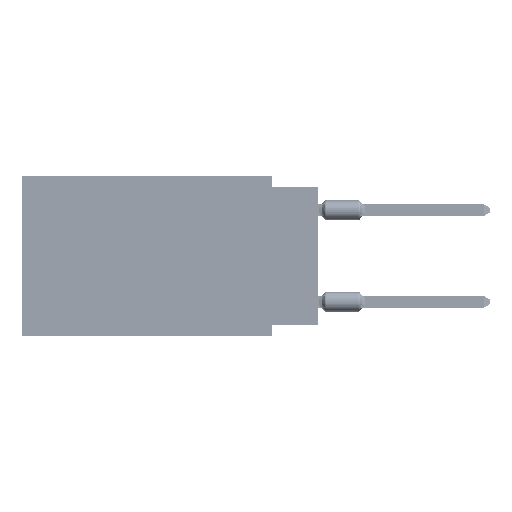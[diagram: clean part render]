
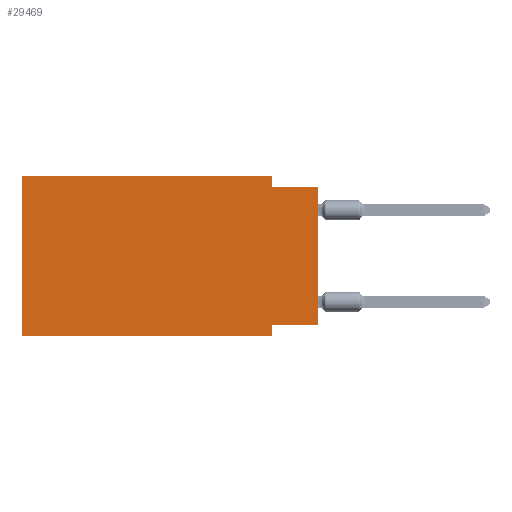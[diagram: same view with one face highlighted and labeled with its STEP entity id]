
A CAD part, left-side view. The second image highlights one B-rep face of the part: STEP entity #29469.
In plain terms, the highlighted planar face has unit normal (-1, 0, 0).
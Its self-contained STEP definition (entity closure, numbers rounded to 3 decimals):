
#306 = FACE_OUTER_BOUND ( 'NONE', #37515, .T. ) ;
#2113 = VERTEX_POINT ( 'NONE', #15807 ) ;
#2206 = AXIS2_PLACEMENT_3D ( 'NONE', #22946, #11625, #49307 ) ;
#3779 = VERTEX_POINT ( 'NONE', #23295 ) ;
#3968 = VERTEX_POINT ( 'NONE', #17854 ) ;
#5447 = VECTOR ( 'NONE', #28756, 1000. ) ;
#6341 = VERTEX_POINT ( 'NONE', #61136 ) ;
#6480 = CARTESIAN_POINT ( 'NONE',  ( 0., 2.54, -8.89 ) ) ;
#7097 = DIRECTION ( 'NONE',  ( 0., -1., 0. ) ) ;
#7826 = LINE ( 'NONE', #12956, #13953 ) ;
#8187 = LINE ( 'NONE', #30488, #60364 ) ;
#8558 = ORIENTED_EDGE ( 'NONE', *, *, #23437, .F. ) ;
#8990 = DIRECTION ( 'NONE',  ( 0., -1., 0. ) ) ;
#9601 = CARTESIAN_POINT ( 'NONE',  ( 0., 2.54, -8.89 ) ) ;
#11442 = VERTEX_POINT ( 'NONE', #52387 ) ;
#11625 = DIRECTION ( 'NONE',  ( 1., 0., 0. ) ) ;
#12956 = CARTESIAN_POINT ( 'NONE',  ( 0., 0., -8.255 ) ) ;
#13116 = VERTEX_POINT ( 'NONE', #9601 ) ;
#13953 = VECTOR ( 'NONE', #41458, 1000. ) ;
#15807 = CARTESIAN_POINT ( 'NONE',  ( 0., 16.383, -8.89 ) ) ;
#16654 = DIRECTION ( 'NONE',  ( 0., 0., 1. ) ) ;
#16800 = DIRECTION ( 'NONE',  ( 0., 0., 1. ) ) ;
#17854 = CARTESIAN_POINT ( 'NONE',  ( 0., 0., -8.255 ) ) ;
#18103 = ORIENTED_EDGE ( 'NONE', *, *, #20069, .F. ) ;
#20069 = EDGE_CURVE ( 'NONE', #6341, #51884, #8187, .T. ) ;
#20332 = VECTOR ( 'NONE', #8990, 1000. ) ;
#22009 = VECTOR ( 'NONE', #26290, 1000. ) ;
#22946 = CARTESIAN_POINT ( 'NONE',  ( 0., 16.383, 0. ) ) ;
#23295 = CARTESIAN_POINT ( 'NONE',  ( 0., 2.54, -8.255 ) ) ;
#23437 = EDGE_CURVE ( 'NONE', #11442, #6341, #65765, .T. ) ;
#24347 = EDGE_CURVE ( 'NONE', #3968, #3779, #7826, .T. ) ;
#25442 = CARTESIAN_POINT ( 'NONE',  ( 0., 16.383, -8.89 ) ) ;
#25800 = LINE ( 'NONE', #25442, #20332 ) ;
#25933 = CARTESIAN_POINT ( 'NONE',  ( 0., 2.54, 0. ) ) ;
#26290 = DIRECTION ( 'NONE',  ( 0., 0., -1. ) ) ;
#28756 = DIRECTION ( 'NONE',  ( 0., 0., -1. ) ) ;
#28770 = EDGE_CURVE ( 'NONE', #71552, #11442, #68158, .T. ) ;
#29469 = ADVANCED_FACE ( 'NONE', ( #306 ), #44891, .F. ) ;
#29781 = ORIENTED_EDGE ( 'NONE', *, *, #51043, .F. ) ;
#30488 = CARTESIAN_POINT ( 'NONE',  ( 0., 0., -0.635 ) ) ;
#31790 = ORIENTED_EDGE ( 'NONE', *, *, #57864, .F. ) ;
#32890 = LINE ( 'NONE', #38364, #47558 ) ;
#34763 = ORIENTED_EDGE ( 'NONE', *, *, #54516, .T. ) ;
#37515 = EDGE_LOOP ( 'NONE', ( #51935, #18103, #8558, #64399, #31790, #34763, #29781, #65667 ) ) ;
#38364 = CARTESIAN_POINT ( 'NONE',  ( 0., 0., 0. ) ) ;
#39515 = VECTOR ( 'NONE', #63040, 1000. ) ;
#41458 = DIRECTION ( 'NONE',  ( 0., 1., 0. ) ) ;
#44891 = PLANE ( 'NONE',  #2206 ) ;
#47558 = VECTOR ( 'NONE', #16800, 1000. ) ;
#49307 = DIRECTION ( 'NONE',  ( 0., 0., -1. ) ) ;
#51043 = EDGE_CURVE ( 'NONE', #3779, #13116, #56558, .T. ) ;
#51884 = VERTEX_POINT ( 'NONE', #64890 ) ;
#51935 = ORIENTED_EDGE ( 'NONE', *, *, #52473, .T. ) ;
#52017 = VECTOR ( 'NONE', #16654, 1000. ) ;
#52387 = CARTESIAN_POINT ( 'NONE',  ( 0., 2.54, 0. ) ) ;
#52473 = EDGE_CURVE ( 'NONE', #3968, #51884, #32890, .T. ) ;
#54516 = EDGE_CURVE ( 'NONE', #2113, #13116, #25800, .T. ) ;
#55402 = LINE ( 'NONE', #66729, #52017 ) ;
#56558 = LINE ( 'NONE', #6480, #5447 ) ;
#57191 = CARTESIAN_POINT ( 'NONE',  ( 0., 16.383, 0. ) ) ;
#57864 = EDGE_CURVE ( 'NONE', #2113, #71552, #55402, .T. ) ;
#60364 = VECTOR ( 'NONE', #7097, 1000. ) ;
#61136 = CARTESIAN_POINT ( 'NONE',  ( 0., 2.54, -0.635 ) ) ;
#61193 = CARTESIAN_POINT ( 'NONE',  ( 0., 16.383, 0. ) ) ;
#63040 = DIRECTION ( 'NONE',  ( 0., -1., 0. ) ) ;
#64399 = ORIENTED_EDGE ( 'NONE', *, *, #28770, .F. ) ;
#64890 = CARTESIAN_POINT ( 'NONE',  ( 0., 0., -0.635 ) ) ;
#65667 = ORIENTED_EDGE ( 'NONE', *, *, #24347, .F. ) ;
#65765 = LINE ( 'NONE', #25933, #22009 ) ;
#66729 = CARTESIAN_POINT ( 'NONE',  ( 0., 16.383, 0. ) ) ;
#68158 = LINE ( 'NONE', #57191, #39515 ) ;
#71552 = VERTEX_POINT ( 'NONE', #61193 ) ;
